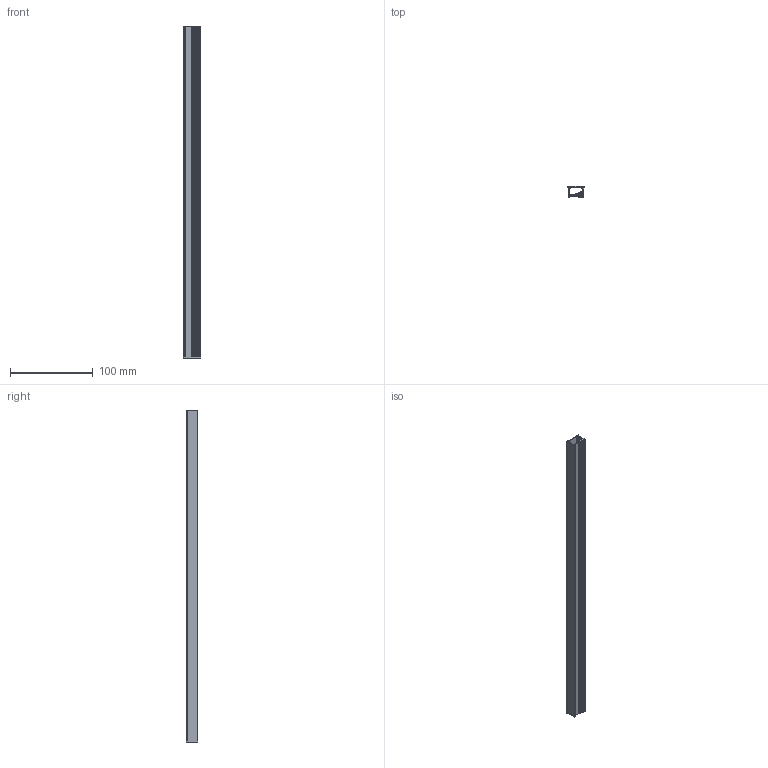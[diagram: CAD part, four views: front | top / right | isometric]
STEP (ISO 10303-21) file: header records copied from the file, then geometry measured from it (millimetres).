
FILE_DESCRIPTION(/* description */ ('Unknown'),/* implementation_level */ '2;1');
FILE_NAME(/* name */ 'AL-26 Aufbau',/* time_stamp */ '2024-05-15T15:18:46+02:00',/* author */ ('Unknown'),/* organization */ ('Unknown'),/* preprocessor_version */ 'ST-DEVELOPER v18.104',/* originating_system */ 'Solid Edge',/* authorisation */ 'Unknown');
FILE_SCHEMA (('AUTOMOTIVE_DESIGN {1 0 10303 214 3 1 1}'));
Length unit declared in the file: millimetre
Products named in the file (3): AL-26 Aufbau; AL-26 Alu; AL-26 cover
Assembly tree (2 placements, depth 2):
  AL-26 Aufbau
    AL-26 Alu
    AL-26 cover
Bounding box: 20.62 x 13.54 x 400 mm (x, y, z)
Volume: 33240.8 mm3; surface area: 66598.7 mm2
Topology: 2 solids, 2 shells, 292 faces, 868 edges, 580 vertices
Faces by surface type: cylinder 212, plane 80
Entity records: 10087 total; most frequent: DIRECTION 1862, CARTESIAN_POINT 1779, ORIENTED_EDGE 1736, EDGE_CURVE 868, AXIS2_PLACEMENT_3D 711, VERTEX_POINT 580, LINE 440, VECTOR 440
